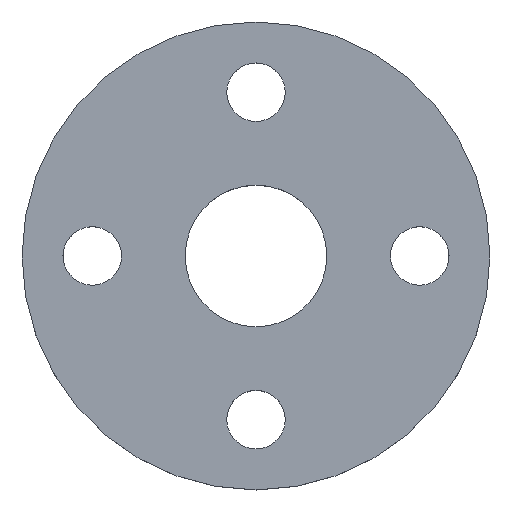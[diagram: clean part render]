
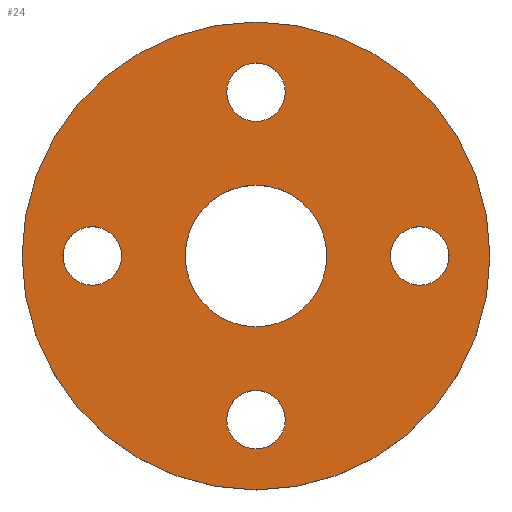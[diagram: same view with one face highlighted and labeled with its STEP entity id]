
A CAD part, top view. The second image highlights one B-rep face of the part: STEP entity #24.
In plain terms, the highlighted planar face has unit normal (0, 0, 1).
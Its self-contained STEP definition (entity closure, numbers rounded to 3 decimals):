
#4 = FACE_BOUND ( 'NONE', #130, .T. ) ;
#7 = DIRECTION ( 'NONE',  ( 0., -1., 0. ) ) ;
#18 = CIRCLE ( 'NONE', #383, 1.25 ) ;
#19 = AXIS2_PLACEMENT_3D ( 'NONE', #454, #593, #102 ) ;
#24 = ADVANCED_FACE ( 'NONE', ( #243, #498, #4, #146, #340, #534 ), #293, .F. ) ;
#29 = DIRECTION ( 'NONE',  ( 1., 0., 0. ) ) ;
#42 = DIRECTION ( 'NONE',  ( 0., -1., 0. ) ) ;
#47 = VERTEX_POINT ( 'NONE', #196 ) ;
#54 = ORIENTED_EDGE ( 'NONE', *, *, #339, .F. ) ;
#62 = CARTESIAN_POINT ( 'NONE',  ( -46.103, -19.9, 11.476 ) ) ;
#65 = CARTESIAN_POINT ( 'NONE',  ( -46.103, -21.15, 11.476 ) ) ;
#75 = DIRECTION ( 'NONE',  ( 0., 0., 1. ) ) ;
#80 = ORIENTED_EDGE ( 'NONE', *, *, #142, .F. ) ;
#85 = DIRECTION ( 'NONE',  ( -1., 0., 0. ) ) ;
#87 = EDGE_CURVE ( 'NONE', #332, #469, #18, .T. ) ;
#91 = DIRECTION ( 'NONE',  ( 0., 0., 1. ) ) ;
#92 = CARTESIAN_POINT ( 'NONE',  ( -32.103, -19.9, 11.476 ) ) ;
#102 = DIRECTION ( 'NONE',  ( 1., 0., 0. ) ) ;
#104 = DIRECTION ( 'NONE',  ( -1., 0., 0. ) ) ;
#108 = CARTESIAN_POINT ( 'NONE',  ( -32.103, -21.15, 11.476 ) ) ;
#123 = VERTEX_POINT ( 'NONE', #269 ) ;
#126 = DIRECTION ( 'NONE',  ( 1., 0., 0. ) ) ;
#127 = AXIS2_PLACEMENT_3D ( 'NONE', #192, #345, #7 ) ;
#130 = EDGE_LOOP ( 'NONE', ( #595, #380 ) ) ;
#131 = CARTESIAN_POINT ( 'NONE',  ( -32.103, -19.9, 11.476 ) ) ;
#142 = EDGE_CURVE ( 'NONE', #469, #332, #494, .T. ) ;
#145 = EDGE_LOOP ( 'NONE', ( #168, #321 ) ) ;
#146 = FACE_BOUND ( 'NONE', #145, .T. ) ;
#148 = AXIS2_PLACEMENT_3D ( 'NONE', #62, #356, #205 ) ;
#151 = VERTEX_POINT ( 'NONE', #500 ) ;
#152 = EDGE_CURVE ( 'NONE', #151, #187, #535, .T. ) ;
#167 = CARTESIAN_POINT ( 'NONE',  ( -39.103, -19.9, 11.476 ) ) ;
#168 = ORIENTED_EDGE ( 'NONE', *, *, #520, .F. ) ;
#174 = ORIENTED_EDGE ( 'NONE', *, *, #259, .F. ) ;
#176 = CARTESIAN_POINT ( 'NONE',  ( -40.353, -12.9, 11.476 ) ) ;
#179 = CARTESIAN_POINT ( 'NONE',  ( -39.103, -19.9, 11.476 ) ) ;
#180 = VERTEX_POINT ( 'NONE', #400 ) ;
#181 = AXIS2_PLACEMENT_3D ( 'NONE', #362, #449, #368 ) ;
#186 = CARTESIAN_POINT ( 'NONE',  ( -39.103, -19.9, 11.476 ) ) ;
#187 = VERTEX_POINT ( 'NONE', #597 ) ;
#190 = EDGE_CURVE ( 'NONE', #212, #474, #426, .T. ) ;
#192 = CARTESIAN_POINT ( 'NONE',  ( -28.104, -19.9, 11.476 ) ) ;
#195 = CARTESIAN_POINT ( 'NONE',  ( -46.103, -18.65, 11.476 ) ) ;
#196 = CARTESIAN_POINT ( 'NONE',  ( -29.103, -19.9, 11.476 ) ) ;
#200 = CARTESIAN_POINT ( 'NONE',  ( -39.103, -12.9, 11.476 ) ) ;
#205 = DIRECTION ( 'NONE',  ( 0., -1., 0. ) ) ;
#208 = AXIS2_PLACEMENT_3D ( 'NONE', #92, #389, #291 ) ;
#212 = VERTEX_POINT ( 'NONE', #65 ) ;
#221 = AXIS2_PLACEMENT_3D ( 'NONE', #167, #312, #29 ) ;
#229 = DIRECTION ( 'NONE',  ( 0., 0., -1. ) ) ;
#231 = CIRCLE ( 'NONE', #19, 1.25 ) ;
#234 = EDGE_LOOP ( 'NONE', ( #54, #505 ) ) ;
#243 = FACE_BOUND ( 'NONE', #234, .T. ) ;
#259 = EDGE_CURVE ( 'NONE', #47, #180, #286, .T. ) ;
#260 = CARTESIAN_POINT ( 'NONE',  ( -40.353, -26.9, 11.476 ) ) ;
#263 = AXIS2_PLACEMENT_3D ( 'NONE', #131, #620, #42 ) ;
#269 = CARTESIAN_POINT ( 'NONE',  ( -37.853, -26.9, 11.476 ) ) ;
#282 = ORIENTED_EDGE ( 'NONE', *, *, #87, .F. ) ;
#286 = CIRCLE ( 'NONE', #303, 10. ) ;
#291 = DIRECTION ( 'NONE',  ( 0., 1., 0. ) ) ;
#293 = PLANE ( 'NONE',  #127 ) ;
#302 = EDGE_CURVE ( 'NONE', #474, #212, #334, .T. ) ;
#303 = AXIS2_PLACEMENT_3D ( 'NONE', #179, #229, #126 ) ;
#305 = CARTESIAN_POINT ( 'NONE',  ( -32.103, -18.65, 11.476 ) ) ;
#312 = DIRECTION ( 'NONE',  ( 0., 0., 1. ) ) ;
#314 = CIRCLE ( 'NONE', #553, 10. ) ;
#321 = ORIENTED_EDGE ( 'NONE', *, *, #545, .F. ) ;
#329 = ORIENTED_EDGE ( 'NONE', *, *, #190, .F. ) ;
#332 = VERTEX_POINT ( 'NONE', #176 ) ;
#334 = CIRCLE ( 'NONE', #467, 1.25 ) ;
#339 = EDGE_CURVE ( 'NONE', #187, #151, #402, .T. ) ;
#340 = FACE_BOUND ( 'NONE', #489, .T. ) ;
#345 = DIRECTION ( 'NONE',  ( 0., 0., -1. ) ) ;
#351 = CIRCLE ( 'NONE', #263, 1.25 ) ;
#355 = DIRECTION ( 'NONE',  ( 0., 0., 1. ) ) ;
#356 = DIRECTION ( 'NONE',  ( 0., 0., 1. ) ) ;
#360 = EDGE_LOOP ( 'NONE', ( #617, #174 ) ) ;
#362 = CARTESIAN_POINT ( 'NONE',  ( -39.103, -12.9, 11.476 ) ) ;
#368 = DIRECTION ( 'NONE',  ( 1., 0., 0. ) ) ;
#370 = EDGE_CURVE ( 'NONE', #573, #602, #351, .T. ) ;
#380 = ORIENTED_EDGE ( 'NONE', *, *, #370, .F. ) ;
#383 = AXIS2_PLACEMENT_3D ( 'NONE', #200, #396, #104 ) ;
#384 = EDGE_CURVE ( 'NONE', #180, #47, #314, .T. ) ;
#385 = AXIS2_PLACEMENT_3D ( 'NONE', #519, #75, #428 ) ;
#389 = DIRECTION ( 'NONE',  ( 0., 0., 1. ) ) ;
#396 = DIRECTION ( 'NONE',  ( 0., 0., 1. ) ) ;
#400 = CARTESIAN_POINT ( 'NONE',  ( -49.103, -19.9, 11.476 ) ) ;
#402 = CIRCLE ( 'NONE', #385, 3.025 ) ;
#410 = CARTESIAN_POINT ( 'NONE',  ( -39.103, -26.9, 11.476 ) ) ;
#419 = CARTESIAN_POINT ( 'NONE',  ( -46.103, -19.9, 11.476 ) ) ;
#426 = CIRCLE ( 'NONE', #148, 1.25 ) ;
#427 = AXIS2_PLACEMENT_3D ( 'NONE', #410, #355, #460 ) ;
#428 = DIRECTION ( 'NONE',  ( -1., 0., 0. ) ) ;
#435 = EDGE_CURVE ( 'NONE', #602, #573, #486, .T. ) ;
#440 = CARTESIAN_POINT ( 'NONE',  ( -37.853, -12.9, 11.476 ) ) ;
#449 = DIRECTION ( 'NONE',  ( 0., 0., 1. ) ) ;
#454 = CARTESIAN_POINT ( 'NONE',  ( -39.103, -26.9, 11.476 ) ) ;
#460 = DIRECTION ( 'NONE',  ( -1., 0., 0. ) ) ;
#467 = AXIS2_PLACEMENT_3D ( 'NONE', #419, #91, #610 ) ;
#469 = VERTEX_POINT ( 'NONE', #440 ) ;
#474 = VERTEX_POINT ( 'NONE', #195 ) ;
#486 = CIRCLE ( 'NONE', #208, 1.25 ) ;
#489 = EDGE_LOOP ( 'NONE', ( #329, #585 ) ) ;
#494 = CIRCLE ( 'NONE', #181, 1.25 ) ;
#498 = FACE_BOUND ( 'NONE', #623, .T. ) ;
#500 = CARTESIAN_POINT ( 'NONE',  ( -36.078, -19.9, 11.476 ) ) ;
#505 = ORIENTED_EDGE ( 'NONE', *, *, #152, .F. ) ;
#508 = VERTEX_POINT ( 'NONE', #260 ) ;
#519 = CARTESIAN_POINT ( 'NONE',  ( -39.103, -19.9, 11.476 ) ) ;
#520 = EDGE_CURVE ( 'NONE', #123, #508, #231, .T. ) ;
#521 = DIRECTION ( 'NONE',  ( 0., 0., -1. ) ) ;
#534 = FACE_OUTER_BOUND ( 'NONE', #360, .T. ) ;
#535 = CIRCLE ( 'NONE', #221, 3.025 ) ;
#545 = EDGE_CURVE ( 'NONE', #508, #123, #554, .T. ) ;
#553 = AXIS2_PLACEMENT_3D ( 'NONE', #186, #521, #85 ) ;
#554 = CIRCLE ( 'NONE', #427, 1.25 ) ;
#573 = VERTEX_POINT ( 'NONE', #108 ) ;
#585 = ORIENTED_EDGE ( 'NONE', *, *, #302, .F. ) ;
#593 = DIRECTION ( 'NONE',  ( 0., 0., 1. ) ) ;
#595 = ORIENTED_EDGE ( 'NONE', *, *, #435, .F. ) ;
#597 = CARTESIAN_POINT ( 'NONE',  ( -42.128, -19.9, 11.476 ) ) ;
#602 = VERTEX_POINT ( 'NONE', #305 ) ;
#610 = DIRECTION ( 'NONE',  ( 0., 1., 0. ) ) ;
#617 = ORIENTED_EDGE ( 'NONE', *, *, #384, .F. ) ;
#620 = DIRECTION ( 'NONE',  ( 0., 0., 1. ) ) ;
#623 = EDGE_LOOP ( 'NONE', ( #282, #80 ) ) ;
